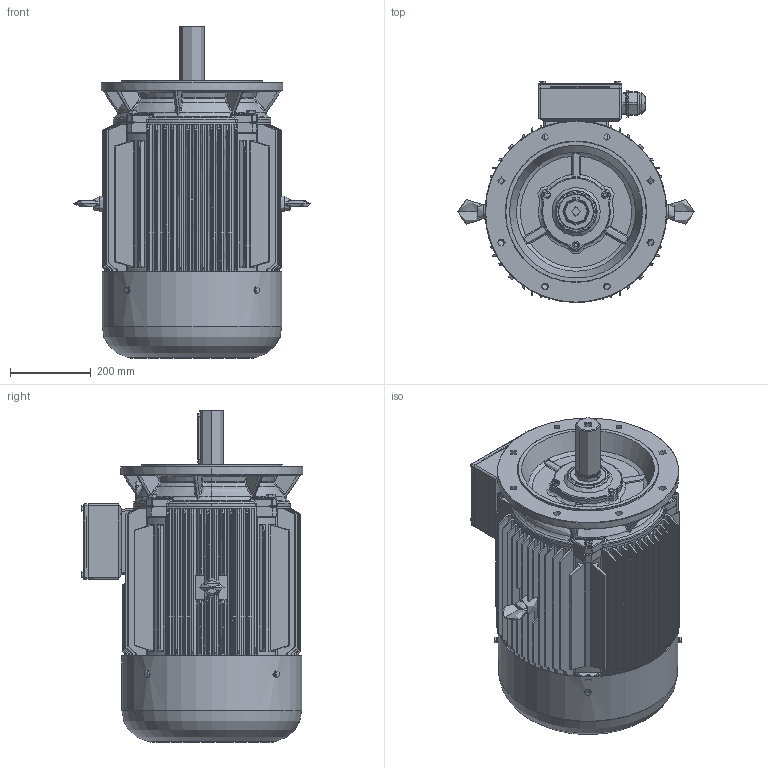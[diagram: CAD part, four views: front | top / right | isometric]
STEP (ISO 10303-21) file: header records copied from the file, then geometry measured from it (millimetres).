
FILE_DESCRIPTION(/* description */ (''),/* implementation_level */ '2;1');
FILE_NAME(/* name */ 'JM3-225M-4.6.8-B5.stp',/* time_stamp */ '2016-07-02T13:07:59+08:00',/* author */ (''),/* organization */ (''),/* preprocessor_version */ 'ST-DEVELOPER v15',/* originating_system */ 'SIEMENS PLM Software NX 8.5',/* authorisation */ '');
FILE_SCHEMA (('AUTOMOTIVE_DESIGN { 1 0 10303 214 3 1 1 1 }'));
Products named in the file (1): pc08107077o1mu
Bounding box: 586.4 x 547.8 x 822.19 mm (x, y, z)
Volume: 20075476.5 mm3; surface area: 4895127.1 mm2
Topology: 57 solids, 57 shells, 4762 faces, 12927 edges, 8436 vertices
Faces by surface type: plane 2974, cylinder 840, bspline 515, torus 221, cone 204, sphere 8
Full cylindrical faces by diameter (mm): 7.188 x4, 8 x8, 8.4 x4, 9.026 x6, 10 x6, 10.863 x8, 11.2 x6, 11.5 x1, 12 x17, 12.6 x8, 16 x4, 19 x8, 20 x1, 34.375 x2, 40.625 x4, 48.438 x12, 50 x4, 51.562 x12, 53.906 x2, 55 x1, 58 x3, 65 x4, 66.406 x2, 78 x2, 85 x2, 90 x2, 105 x2, 130 x2, 140 x3, 230 x1
Entity records: 183632 total; most frequent: CARTESIAN_POINT 64174, ORIENTED_EDGE 25008, DIRECTION 21287, EDGE_CURVE 12504, VERTEX_POINT 8309, LINE 8225, VECTOR 8225, AXIS2_PLACEMENT_3D 6531
